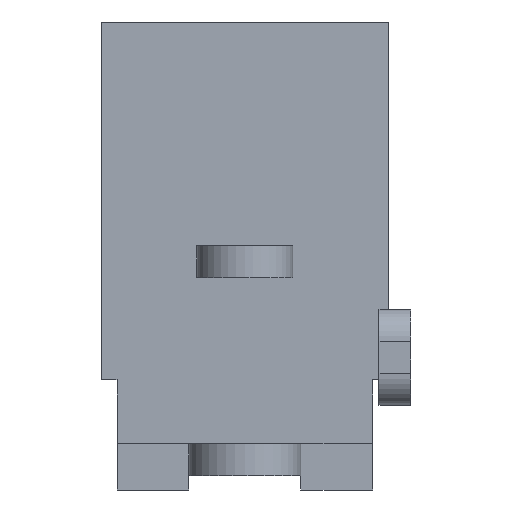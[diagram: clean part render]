
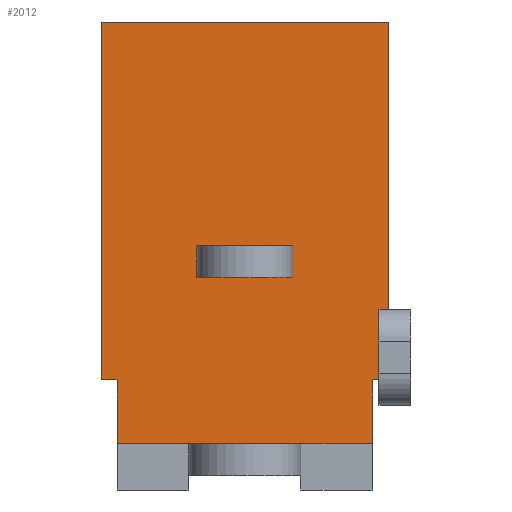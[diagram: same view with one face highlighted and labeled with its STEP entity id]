
A CAD part, front view. The second image highlights one B-rep face of the part: STEP entity #2012.
In plain terms, the highlighted planar face has unit normal (0, -1, 0).
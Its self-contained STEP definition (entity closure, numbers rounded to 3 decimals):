
#199 = FACE_OUTER_BOUND ( 'NONE', #884, .T. ) ;
#204 = FACE_BOUND ( 'NONE', #951, .T. ) ;
#223 = CARTESIAN_POINT ( 'NONE',  ( -1.5, 0., 5.2 ) ) ;
#235 = DIRECTION ( 'NONE',  ( 0., 0., -1. ) ) ;
#269 = EDGE_CURVE ( 'NONE', #1150, #1438, #945, .T. ) ;
#271 = EDGE_CURVE ( 'NONE', #849, #1244, #1192, .T. ) ;
#300 = EDGE_CURVE ( 'NONE', #1314, #1402, #984, .T. ) ;
#307 = EDGE_CURVE ( 'NONE', #1301, #1309, #771, .T. ) ;
#346 = EDGE_CURVE ( 'NONE', #1151, #1150, #1338, .T. ) ;
#352 = EDGE_CURVE ( 'NONE', #1304, #1414, #1424, .T. ) ;
#355 = EDGE_CURVE ( 'NONE', #1256, #1151, #928, .T. ) ;
#356 = EDGE_CURVE ( 'NONE', #1314, #1309, #1110, .T. ) ;
#357 = EDGE_CURVE ( 'NONE', #1301, #1402, #1102, .T. ) ;
#358 = EDGE_CURVE ( 'NONE', #803, #1244, #1135, .T. ) ;
#373 = EDGE_CURVE ( 'NONE', #1072, #1002, #1039, .T. ) ;
#378 = EDGE_CURVE ( 'NONE', #1414, #1072, #1057, .T. ) ;
#383 = EDGE_CURVE ( 'NONE', #849, #1304, #1199, .T. ) ;
#388 = EDGE_CURVE ( 'NONE', #1002, #1256, #856, .T. ) ;
#389 = EDGE_CURVE ( 'NONE', #1438, #1006, #823, .T. ) ;
#390 = EDGE_CURVE ( 'NONE', #803, #1006, #1063, .T. ) ;
#673 = AXIS2_PLACEMENT_3D ( 'NONE', #1763, #1764, #1765 ) ;
#771 = LINE ( 'NONE', #1456, #1200 ) ;
#803 = VERTEX_POINT ( 'NONE', #1865 ) ;
#823 = LINE ( 'NONE', #1839, #934 ) ;
#838 = ORIENTED_EDGE ( 'NONE', *, *, #307, .F. ) ;
#843 = VECTOR ( 'NONE', #1828, 1000. ) ;
#849 = VERTEX_POINT ( 'NONE', #2101 ) ;
#852 = VECTOR ( 'NONE', #235, 1000. ) ;
#856 = LINE ( 'NONE', #1837, #883 ) ;
#877 = ORIENTED_EDGE ( 'NONE', *, *, #300, .F. ) ;
#883 = VECTOR ( 'NONE', #1838, 1000. ) ;
#884 = EDGE_LOOP ( 'NONE', ( #987, #925, #909, #1444, #932, #1435, #1047, #1362, #1021, #1169, #1082, #1396 ) ) ;
#909 = ORIENTED_EDGE ( 'NONE', *, *, #346, .T. ) ;
#925 = ORIENTED_EDGE ( 'NONE', *, *, #355, .T. ) ;
#926 = VECTOR ( 'NONE', #2358, 1000. ) ;
#928 = LINE ( 'NONE', #1955, #926 ) ;
#932 = ORIENTED_EDGE ( 'NONE', *, *, #389, .T. ) ;
#934 = VECTOR ( 'NONE', #1840, 1000. ) ;
#945 = LINE ( 'NONE', #1482, #1202 ) ;
#951 = EDGE_LOOP ( 'NONE', ( #838, #1413, #877, #1074 ) ) ;
#958 = VECTOR ( 'NONE', #2364, 1000. ) ;
#984 = LINE ( 'NONE', #223, #852 ) ;
#987 = ORIENTED_EDGE ( 'NONE', *, *, #388, .T. ) ;
#1002 = VERTEX_POINT ( 'NONE', #2111 ) ;
#1006 = VERTEX_POINT ( 'NONE', #2114 ) ;
#1017 = VECTOR ( 'NONE', #1819, 1000. ) ;
#1020 = VECTOR ( 'NONE', #1524, 1000. ) ;
#1021 = ORIENTED_EDGE ( 'NONE', *, *, #383, .T. ) ;
#1026 = VECTOR ( 'NONE', #1842, 1000. ) ;
#1039 = LINE ( 'NONE', #1523, #1020 ) ;
#1047 = ORIENTED_EDGE ( 'NONE', *, *, #358, .T. ) ;
#1050 = VECTOR ( 'NONE', #2352, 1000. ) ;
#1057 = LINE ( 'NONE', #1818, #1017 ) ;
#1063 = LINE ( 'NONE', #1841, #1026 ) ;
#1069 = VECTOR ( 'NONE', #2224, 1000. ) ;
#1072 = VERTEX_POINT ( 'NONE', #2121 ) ;
#1074 = ORIENTED_EDGE ( 'NONE', *, *, #356, .T. ) ;
#1082 = ORIENTED_EDGE ( 'NONE', *, *, #378, .T. ) ;
#1102 = LINE ( 'NONE', #2350, #1112 ) ;
#1110 = LINE ( 'NONE', #2359, #1129 ) ;
#1112 = VECTOR ( 'NONE', #2362, 1000. ) ;
#1129 = VECTOR ( 'NONE', #2361, 1000. ) ;
#1135 = LINE ( 'NONE', #2363, #958 ) ;
#1150 = VERTEX_POINT ( 'NONE', #2134 ) ;
#1151 = VERTEX_POINT ( 'NONE', #2129 ) ;
#1169 = ORIENTED_EDGE ( 'NONE', *, *, #352, .T. ) ;
#1172 = VECTOR ( 'NONE', #1487, 1000. ) ;
#1192 = LINE ( 'NONE', #1481, #1172 ) ;
#1199 = LINE ( 'NONE', #1827, #843 ) ;
#1200 = VECTOR ( 'NONE', #1457, 1000. ) ;
#1202 = VECTOR ( 'NONE', #1484, 1000. ) ;
#1244 = VERTEX_POINT ( 'NONE', #2146 ) ;
#1256 = VERTEX_POINT ( 'NONE', #2142 ) ;
#1301 = VERTEX_POINT ( 'NONE', #2157 ) ;
#1304 = VERTEX_POINT ( 'NONE', #2148 ) ;
#1309 = VERTEX_POINT ( 'NONE', #2159 ) ;
#1314 = VERTEX_POINT ( 'NONE', #2161 ) ;
#1338 = LINE ( 'NONE', #2219, #1069 ) ;
#1362 = ORIENTED_EDGE ( 'NONE', *, *, #271, .F. ) ;
#1396 = ORIENTED_EDGE ( 'NONE', *, *, #373, .T. ) ;
#1402 = VERTEX_POINT ( 'NONE', #2232 ) ;
#1413 = ORIENTED_EDGE ( 'NONE', *, *, #357, .T. ) ;
#1414 = VERTEX_POINT ( 'NONE', #2231 ) ;
#1424 = LINE ( 'NONE', #2226, #1050 ) ;
#1435 = ORIENTED_EDGE ( 'NONE', *, *, #390, .F. ) ;
#1438 = VERTEX_POINT ( 'NONE', #2236 ) ;
#1444 = ORIENTED_EDGE ( 'NONE', *, *, #269, .T. ) ;
#1456 = CARTESIAN_POINT ( 'NONE',  ( 1.5, 0., 5.2 ) ) ;
#1457 = DIRECTION ( 'NONE',  ( 0., 0., 1. ) ) ;
#1481 = CARTESIAN_POINT ( 'NONE',  ( 4.2, 0., 4.2 ) ) ;
#1482 = CARTESIAN_POINT ( 'NONE',  ( -4.5, 0., 0. ) ) ;
#1484 = DIRECTION ( 'NONE',  ( 1., 0., 0. ) ) ;
#1487 = DIRECTION ( 'NONE',  ( -1., 0., 0. ) ) ;
#1523 = CARTESIAN_POINT ( 'NONE',  ( -4.5, 0., 2. ) ) ;
#1524 = DIRECTION ( 'NONE',  ( 1., 0., 0. ) ) ;
#1756 = PLANE ( 'NONE',  #673 ) ;
#1763 = CARTESIAN_POINT ( 'NONE',  ( -4.5, 0., 0. ) ) ;
#1764 = DIRECTION ( 'NONE',  ( 0., -1., 0. ) ) ;
#1765 = DIRECTION ( 'NONE',  ( 0., 0., -1. ) ) ;
#1818 = CARTESIAN_POINT ( 'NONE',  ( -4.5, 0., 0. ) ) ;
#1819 = DIRECTION ( 'NONE',  ( 0., 0., -1. ) ) ;
#1827 = CARTESIAN_POINT ( 'NONE',  ( 4.5, 0., 0. ) ) ;
#1828 = DIRECTION ( 'NONE',  ( 0., 0., 1. ) ) ;
#1837 = CARTESIAN_POINT ( 'NONE',  ( -4., 0., 0. ) ) ;
#1838 = DIRECTION ( 'NONE',  ( 0., 0., -1. ) ) ;
#1839 = CARTESIAN_POINT ( 'NONE',  ( 4., 0., 0. ) ) ;
#1840 = DIRECTION ( 'NONE',  ( 0., 0., 1. ) ) ;
#1841 = CARTESIAN_POINT ( 'NONE',  ( 0., 0., 2. ) ) ;
#1842 = DIRECTION ( 'NONE',  ( -1., 0., 0. ) ) ;
#1865 = CARTESIAN_POINT ( 'NONE',  ( 4.2, 0., 2. ) ) ;
#1955 = CARTESIAN_POINT ( 'NONE',  ( -4.5, 0., 0. ) ) ;
#2012 = ADVANCED_FACE ( 'NONE', ( #204, #199 ), #1756, .T. ) ;
#2101 = CARTESIAN_POINT ( 'NONE',  ( 4.5, 0., 4.2 ) ) ;
#2111 = CARTESIAN_POINT ( 'NONE',  ( -4., 0., 2. ) ) ;
#2114 = CARTESIAN_POINT ( 'NONE',  ( 4., 0., 2. ) ) ;
#2121 = CARTESIAN_POINT ( 'NONE',  ( -4.5, 0., 2. ) ) ;
#2129 = CARTESIAN_POINT ( 'NONE',  ( -1.75, 0., 0. ) ) ;
#2134 = CARTESIAN_POINT ( 'NONE',  ( 1.75, 0., 0. ) ) ;
#2142 = CARTESIAN_POINT ( 'NONE',  ( -4., 0., 0. ) ) ;
#2146 = CARTESIAN_POINT ( 'NONE',  ( 4.2, 0., 4.2 ) ) ;
#2148 = CARTESIAN_POINT ( 'NONE',  ( 4.5, 0., 13.2 ) ) ;
#2157 = CARTESIAN_POINT ( 'NONE',  ( 1.5, 0., 5.2 ) ) ;
#2159 = CARTESIAN_POINT ( 'NONE',  ( 1.5, 0., 6.2 ) ) ;
#2161 = CARTESIAN_POINT ( 'NONE',  ( -1.5, 0., 6.2 ) ) ;
#2219 = CARTESIAN_POINT ( 'NONE',  ( -4.5, 0., 0. ) ) ;
#2224 = DIRECTION ( 'NONE',  ( 1., 0., 0. ) ) ;
#2226 = CARTESIAN_POINT ( 'NONE',  ( -4.5, 0., 13.2 ) ) ;
#2231 = CARTESIAN_POINT ( 'NONE',  ( -4.5, 0., 13.2 ) ) ;
#2232 = CARTESIAN_POINT ( 'NONE',  ( -1.5, 0., 5.2 ) ) ;
#2236 = CARTESIAN_POINT ( 'NONE',  ( 4., 0., 0. ) ) ;
#2350 = CARTESIAN_POINT ( 'NONE',  ( -4.5, 0., 5.2 ) ) ;
#2352 = DIRECTION ( 'NONE',  ( -1., 0., 0. ) ) ;
#2358 = DIRECTION ( 'NONE',  ( 1., 0., 0. ) ) ;
#2359 = CARTESIAN_POINT ( 'NONE',  ( -4.5, 0., 6.2 ) ) ;
#2361 = DIRECTION ( 'NONE',  ( 1., 0., 0. ) ) ;
#2362 = DIRECTION ( 'NONE',  ( -1., 0., 0. ) ) ;
#2363 = CARTESIAN_POINT ( 'NONE',  ( 4.2, 0., 0. ) ) ;
#2364 = DIRECTION ( 'NONE',  ( 0., 0., 1. ) ) ;
